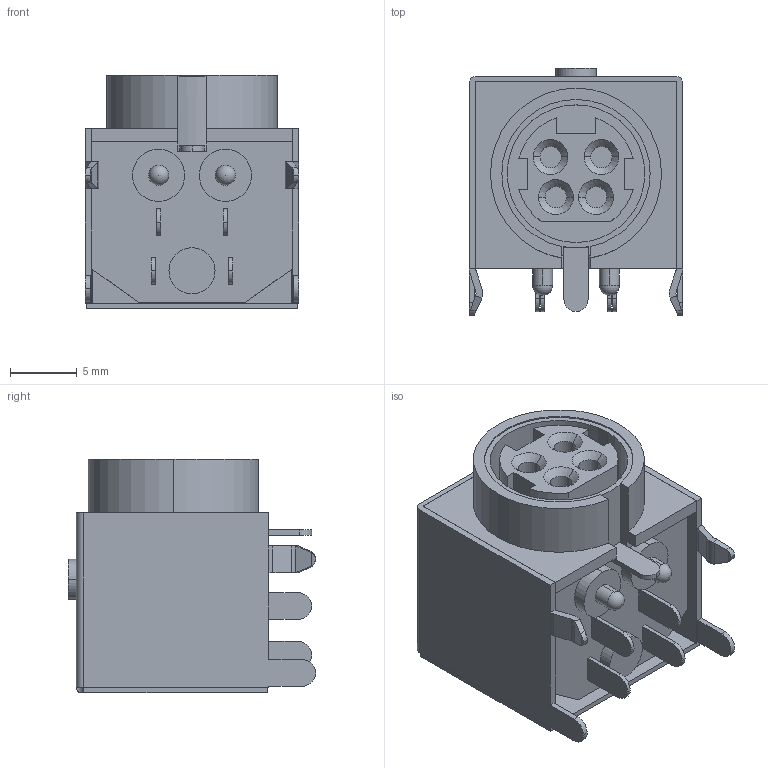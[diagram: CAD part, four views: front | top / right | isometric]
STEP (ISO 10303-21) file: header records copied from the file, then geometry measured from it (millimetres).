
FILE_DESCRIPTION (( 'STEP AP214' ), '1' );
FILE_NAME ('KPJXHT-4S-S_rA6.STEP', '2013-04-09T00:08:02', ( '' ), ( '' ), 'SwSTEP 2.0', 'SolidWorks 2012', '' );
FILE_SCHEMA (( 'AUTOMOTIVE_DESIGN' ));
Length unit declared in the file: millimetre
Products named in the file (1): KPJXHT-4S-S_rA6
Bounding box: 16 x 18.5 x 17.5 mm (x, y, z)
Volume: 3149.2 mm3; surface area: 2634.5 mm2
Topology: 1 solids, 1 shells, 183 faces, 471 edges, 304 vertices
Faces by surface type: plane 100, cylinder 73, cone 8, sphere 2
Entity records: 6436 total; most frequent: CARTESIAN_POINT 1055, DIRECTION 943, ORIENTED_EDGE 930, EDGE_CURVE 465, AXIS2_PLACEMENT_3D 320, VECTOR 303, LINE 303, VERTEX_POINT 300
